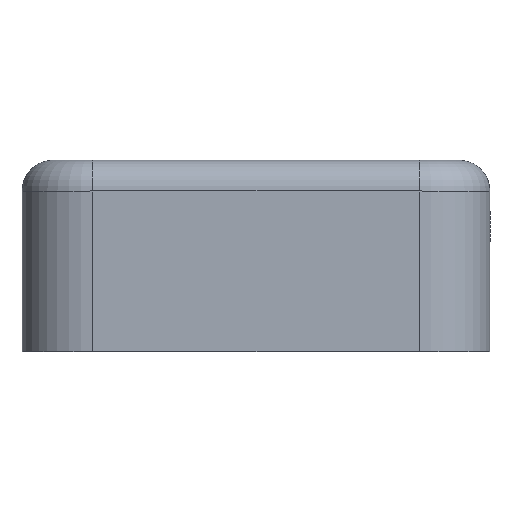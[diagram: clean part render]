
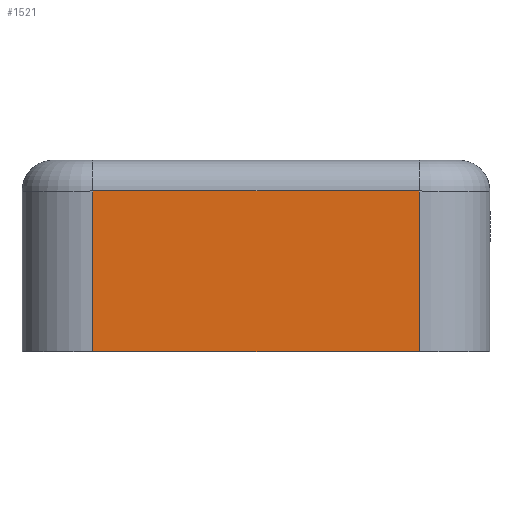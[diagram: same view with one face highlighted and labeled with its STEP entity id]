
A CAD part, left-side view. The second image highlights one B-rep face of the part: STEP entity #1521.
In plain terms, the highlighted face is planar.
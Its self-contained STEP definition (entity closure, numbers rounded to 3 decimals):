
#26=PLANE('',#1647);
#67=LINE('',#2393,#186);
#78=LINE('',#2430,#197);
#81=LINE('',#2440,#200);
#82=LINE('',#2442,#201);
#186=VECTOR('',#1871,1000.);
#197=VECTOR('',#1904,1000.);
#200=VECTOR('',#1915,1000.);
#201=VECTOR('',#1916,1000.);
#400=ORIENTED_EDGE('',*,*,#829,.T.);
#401=ORIENTED_EDGE('',*,*,#848,.F.);
#402=ORIENTED_EDGE('',*,*,#853,.F.);
#403=ORIENTED_EDGE('',*,*,#854,.T.);
#829=EDGE_CURVE('',#1058,#1057,#67,.T.);
#848=EDGE_CURVE('',#1072,#1057,#78,.T.);
#853=EDGE_CURVE('',#1076,#1072,#81,.T.);
#854=EDGE_CURVE('',#1076,#1058,#82,.T.);
#1057=VERTEX_POINT('',#2392);
#1058=VERTEX_POINT('',#2394);
#1072=VERTEX_POINT('',#2429);
#1076=VERTEX_POINT('',#2441);
#1300=EDGE_LOOP('',(#400,#401,#402,#403));
#1407=FACE_BOUND('',#1300,.T.);
#1521=ADVANCED_FACE('',(#1407),#26,.T.);
#1647=AXIS2_PLACEMENT_3D('',#2439,#1913,#1914);
#1871=DIRECTION('',(-1.,0.,0.));
#1904=DIRECTION('',(0.,-1.,0.));
#1913=DIRECTION('',(0.,0.,-1.));
#1914=DIRECTION('',(0.,-1.,0.));
#1915=DIRECTION('',(-1.,0.,0.));
#1916=DIRECTION('',(0.,-1.,0.));
#2392=CARTESIAN_POINT('',(-6.9,-8.1,-13.15));
#2393=CARTESIAN_POINT('',(6.9,-8.1,-13.15));
#2394=CARTESIAN_POINT('',(6.9,-8.1,-13.15));
#2429=CARTESIAN_POINT('',(-6.9,-1.3,-13.15));
#2430=CARTESIAN_POINT('',(-6.9,0.,-13.15));
#2439=CARTESIAN_POINT('',(6.9,0.,-13.15));
#2440=CARTESIAN_POINT('',(6.9,-1.3,-13.15));
#2441=CARTESIAN_POINT('',(6.9,-1.3,-13.15));
#2442=CARTESIAN_POINT('',(6.9,0.,-13.15));
